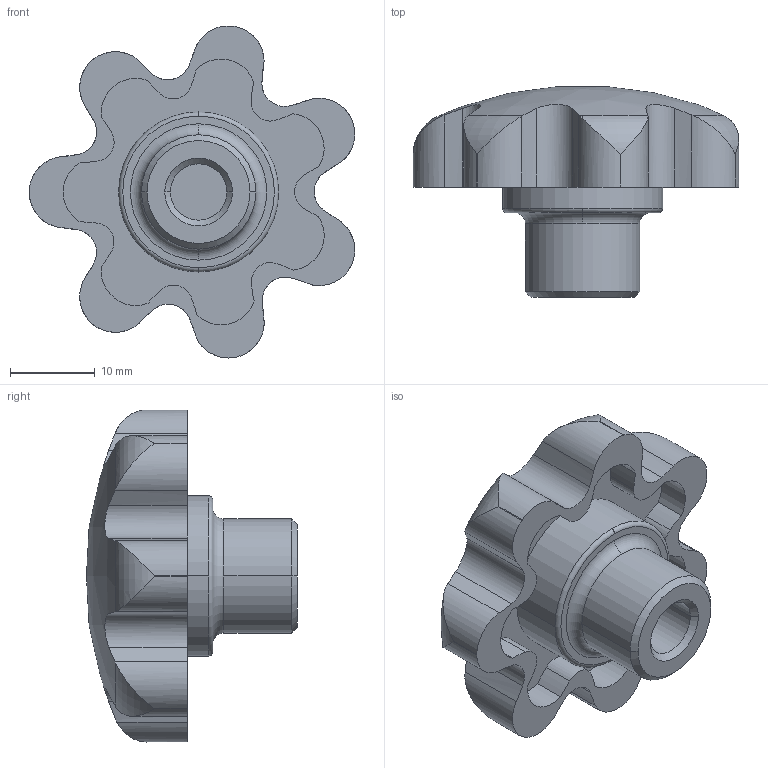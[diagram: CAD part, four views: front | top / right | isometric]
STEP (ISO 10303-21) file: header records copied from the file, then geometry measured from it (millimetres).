
FILE_DESCRIPTION( ( '' ), '1' );
FILE_NAME( 'K0153.208_(K_Stahl).stp', '2012-11-01T09:53:23', ( '' ), ( '' ), ' ', ' ', ' ' );
FILE_SCHEMA( ( 'CONFIG_CONTROL_DESIGN' ) );
Length unit declared in the file: millimetre
Products named in the file (1): 1
Bounding box: 38.44 x 24.91 x 39.2 mm (x, y, z)
Volume: 9682.7 mm3; surface area: 4710.6 mm2
Topology: 1 solids, 1 shells, 99 faces, 277 edges, 184 vertices
Faces by surface type: cylinder 76, torus 13, plane 5, cone 4, sphere 1
Entity records: 3692 total; most frequent: CARTESIAN_POINT 1050, DIRECTION 572, ORIENTED_EDGE 554, EDGE_CURVE 277, AXIS2_PLACEMENT_3D 246, VERTEX_POINT 184, CIRCLE 146, EDGE_LOOP 103
